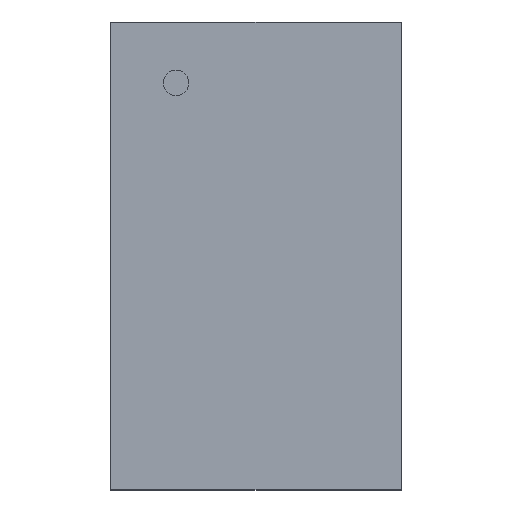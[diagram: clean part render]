
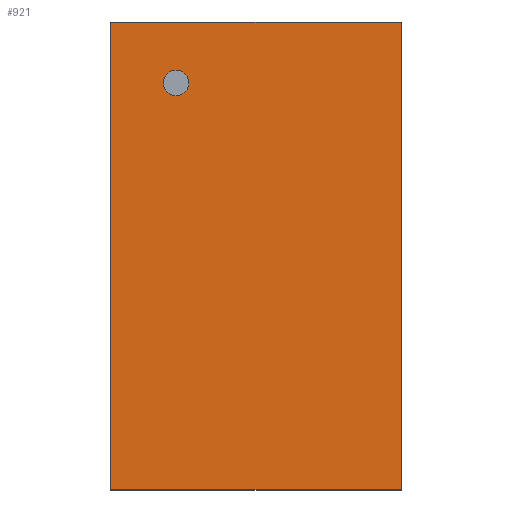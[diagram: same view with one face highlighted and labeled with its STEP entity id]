
A CAD part, top view. The second image highlights one B-rep face of the part: STEP entity #921.
In plain terms, the highlighted planar face has unit normal (0, 0, 1).
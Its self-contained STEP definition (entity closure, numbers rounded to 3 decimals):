
#4 = ORIENTED_EDGE ( 'NONE', *, *, #478, .F. ) ;
#5 = LINE ( 'NONE', #315, #429 ) ;
#12 = ORIENTED_EDGE ( 'NONE', *, *, #53, .F. ) ;
#53 = EDGE_CURVE ( 'NONE', #437, #550, #213, .T. ) ;
#134 = CARTESIAN_POINT ( 'NONE',  ( -1.145, 1.845, 0.26 ) ) ;
#136 = PLANE ( 'NONE',  #831 ) ;
#148 = CARTESIAN_POINT ( 'NONE',  ( -1.145, 1.845, 0.26 ) ) ;
#213 = LINE ( 'NONE', #134, #621 ) ;
#278 = DIRECTION ( 'NONE',  ( 1., 0., 0. ) ) ;
#291 = DIRECTION ( 'NONE',  ( 1., 0., 0. ) ) ;
#309 = CARTESIAN_POINT ( 'NONE',  ( 1.145, 1.845, 0.26 ) ) ;
#315 = CARTESIAN_POINT ( 'NONE',  ( -1.145, -1.845, 0.26 ) ) ;
#322 = LINE ( 'NONE', #629, #670 ) ;
#391 = CARTESIAN_POINT ( 'NONE',  ( 1.145, 1.845, 0.26 ) ) ;
#424 = CARTESIAN_POINT ( 'NONE',  ( 1.145, -1.845, 0.26 ) ) ;
#429 = VECTOR ( 'NONE', #695, 1000. ) ;
#437 = VERTEX_POINT ( 'NONE', #615 ) ;
#464 = LINE ( 'NONE', #391, #931 ) ;
#478 = EDGE_CURVE ( 'NONE', #765, #437, #5, .T. ) ;
#494 = EDGE_CURVE ( 'NONE', #550, #704, #464, .T. ) ;
#550 = VERTEX_POINT ( 'NONE', #309 ) ;
#552 = ORIENTED_EDGE ( 'NONE', *, *, #699, .F. ) ;
#574 = EDGE_LOOP ( 'NONE', ( #4, #552, #770, #12 ) ) ;
#615 = CARTESIAN_POINT ( 'NONE',  ( -1.145, 1.845, 0.26 ) ) ;
#621 = VECTOR ( 'NONE', #291, 1000. ) ;
#629 = CARTESIAN_POINT ( 'NONE',  ( 1.145, -1.845, 0.26 ) ) ;
#642 = CARTESIAN_POINT ( 'NONE',  ( -1.145, -1.845, 0.26 ) ) ;
#648 = DIRECTION ( 'NONE',  ( -1., 0., 0. ) ) ;
#670 = VECTOR ( 'NONE', #648, 1000. ) ;
#695 = DIRECTION ( 'NONE',  ( 0., 1., 0. ) ) ;
#699 = EDGE_CURVE ( 'NONE', #704, #765, #322, .T. ) ;
#700 = DIRECTION ( 'NONE',  ( 0., -1., 0. ) ) ;
#704 = VERTEX_POINT ( 'NONE', #424 ) ;
#765 = VERTEX_POINT ( 'NONE', #642 ) ;
#770 = ORIENTED_EDGE ( 'NONE', *, *, #494, .F. ) ;
#831 = AXIS2_PLACEMENT_3D ( 'NONE', #148, #900, #278 ) ;
#900 = DIRECTION ( 'NONE',  ( 0., 0., 1. ) ) ;
#910 = FACE_OUTER_BOUND ( 'NONE', #574, .T. ) ;
#921 = ADVANCED_FACE ( 'NONE', ( #910 ), #136, .T. ) ;
#931 = VECTOR ( 'NONE', #700, 1000. ) ;
